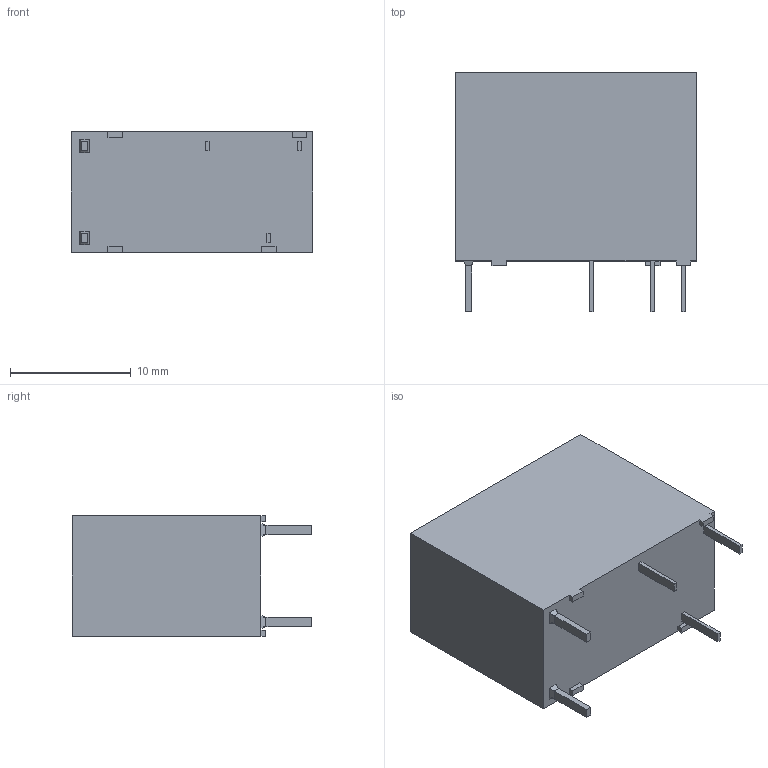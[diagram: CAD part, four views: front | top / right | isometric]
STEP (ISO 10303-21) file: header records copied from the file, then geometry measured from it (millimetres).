
FILE_DESCRIPTION (( 'STEP AP214' ), '1' );
FILE_NAME ('ALQ112.STEP', '2020-06-16T21:53:36', ( '' ), ( '' ), 'SwSTEP 2.0', 'SolidWorks 2017', '' );
FILE_SCHEMA (( 'AUTOMOTIVE_DESIGN' ));
Length unit declared in the file: millimetre
Products named in the file (1): ALQ112
Bounding box: 20 x 19.8 x 10 mm (x, y, z)
Volume: 3121.7 mm3; surface area: 1404.7 mm2
Topology: 6 solids, 6 shells, 83 faces, 190 edges, 124 vertices
Faces by surface type: plane 76, cylinder 7
Entity records: 2373 total; most frequent: CARTESIAN_POINT 398, ORIENTED_EDGE 380, DIRECTION 372, EDGE_CURVE 190, LINE 176, VECTOR 176, VERTEX_POINT 124, AXIS2_PLACEMENT_3D 98
